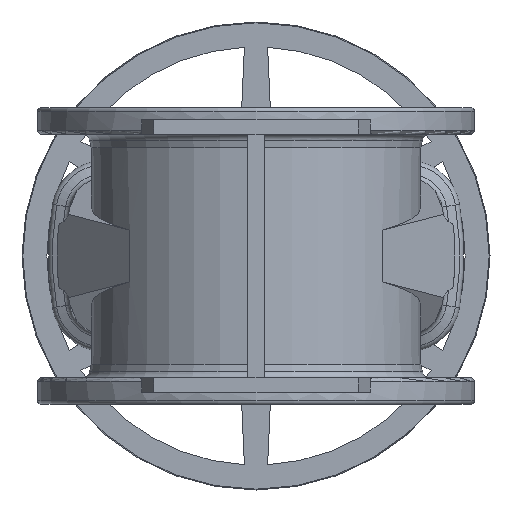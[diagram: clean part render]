
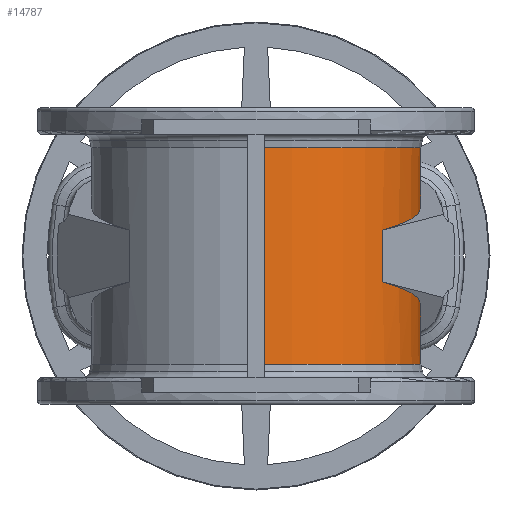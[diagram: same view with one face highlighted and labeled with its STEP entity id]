
A CAD part, front view. The second image highlights one B-rep face of the part: STEP entity #14787.
In plain terms, the highlighted cylindrical face has radius 225.5 mm (diameter 451 mm), a partial arc.
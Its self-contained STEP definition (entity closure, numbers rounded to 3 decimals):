
#20 = VERTEX_POINT ( 'NONE', #12873 ) ;
#57 = VERTEX_POINT ( 'NONE', #12910 ) ;
#140 = VERTEX_POINT ( 'NONE', #12993 ) ;
#161 = VERTEX_POINT ( 'NONE', #13014 ) ;
#706 = EDGE_CURVE ( 'NONE', #18411, #17980, #3070, .T. ) ;
#707 = EDGE_CURVE ( 'NONE', #18411, #20, #3065, .T. ) ;
#708 = EDGE_CURVE ( 'NONE', #57, #18152, #3071, .T. ) ;
#709 = EDGE_CURVE ( 'NONE', #18174, #18152, #5600, .T. ) ;
#710 = EDGE_CURVE ( 'NONE', #140, #18174, #3074, .T. ) ;
#711 = EDGE_CURVE ( 'NONE', #18401, #161, #3077, .T. ) ;
#712 = EDGE_CURVE ( 'NONE', #17925, #18401, #3073, .T. ) ;
#1023 = AXIS2_PLACEMENT_3D ( 'NONE', #12537, #12538, #12539 ) ;
#1024 = AXIS2_PLACEMENT_3D ( 'NONE', #12550, #12551, #12552 ) ;
#1145 = EDGE_CURVE ( 'NONE', #20, #57, #3407, .T. ) ;
#1234 = AXIS2_PLACEMENT_3D ( 'NONE', #16222, #16223, #16224 ) ;
#3065 = CIRCLE ( 'NONE', #1023, 225.5 ) ;
#3070 = LINE ( 'NONE', #12525, #3072 ) ;
#3071 = LINE ( 'NONE', #12536, #3075 ) ;
#3072 = VECTOR ( 'NONE', #12526, 1000. ) ;
#3073 = CIRCLE ( 'NONE', #1024, 225.5 ) ;
#3074 = LINE ( 'NONE', #12541, #3076 ) ;
#3075 = VECTOR ( 'NONE', #12533, 1000. ) ;
#3076 = VECTOR ( 'NONE', #12543, 1000. ) ;
#3077 = LINE ( 'NONE', #12544, #3079 ) ;
#3079 = VECTOR ( 'NONE', #12546, 1000. ) ;
#3407 = CIRCLE ( 'NONE', #1234, 225.5 ) ;
#5248 = CARTESIAN_POINT ( 'NONE',  ( 0., 0., 148. ) ) ;
#5249 = DIRECTION ( 'NONE',  ( 0., 0., 1. ) ) ;
#5250 = DIRECTION ( 'NONE',  ( 1., 0., 0. ) ) ;
#5488 = CARTESIAN_POINT ( 'NONE',  ( 172.743, -144.949, 35.422 ) ) ;
#5519 = CARTESIAN_POINT ( 'NONE',  ( 310.192, 18.856, 70.877 ) ) ;
#5526 = CARTESIAN_POINT ( 'NONE',  ( 224.577, 214.801, 114.852 ) ) ;
#5527 = CARTESIAN_POINT ( 'NONE',  ( 11., 225.232, 118.501 ) ) ;
#5600 =( BOUNDED_CURVE ( )  B_SPLINE_CURVE ( 3, ( #12540, #12534, #12535, #12542 ),
 .UNSPECIFIED., .F., .F. ) 
 B_SPLINE_CURVE_WITH_KNOTS ( ( 4, 4 ),
 ( 0.844, 3.065 ),
 .UNSPECIFIED. ) 
 CURVE ( )  GEOMETRIC_REPRESENTATION_ITEM ( )  RATIONAL_B_SPLINE_CURVE ( ( 1., 0.63, 0.63, 1. ) ) 
 REPRESENTATION_ITEM ( '' )  );
#5880 =( BOUNDED_CURVE ( )  B_SPLINE_CURVE ( 3, ( #5488, #5519, #5526, #5527 ),
 .UNSPECIFIED., .F., .T. ) 
 B_SPLINE_CURVE_WITH_KNOTS ( ( 4, 4 ),
 ( 0.844, 3.065 ),
 .UNSPECIFIED. ) 
 CURVE ( )  GEOMETRIC_REPRESENTATION_ITEM ( )  RATIONAL_B_SPLINE_CURVE ( ( 1., 0.63, 0.63, 1. ) ) 
 REPRESENTATION_ITEM ( '' )  );
#6651 = FACE_OUTER_BOUND ( 'NONE', #18661, .T. ) ;
#6662 = CYLINDRICAL_SURFACE ( 'NONE', #27380, 225.5 ) ;
#7207 = EDGE_CURVE ( 'NONE', #17980, #17925, #25597, .T. ) ;
#7357 = EDGE_CURVE ( 'NONE', #140, #161, #5880, .T. ) ;
#8636 = DIRECTION ( 'NONE',  ( -1., 0., 0. ) ) ;
#8638 = DIRECTION ( 'NONE',  ( 0., 0., -1. ) ) ;
#8640 = CARTESIAN_POINT ( 'NONE',  ( 0., 0., 203. ) ) ;
#10490 = CARTESIAN_POINT ( 'NONE',  ( 225.5, 0., 148. ) ) ;
#10542 = CARTESIAN_POINT ( 'NONE',  ( 11., -225.232, 148. ) ) ;
#10597 = CARTESIAN_POINT ( 'NONE',  ( 11., 225.232, -118.501 ) ) ;
#10612 = CARTESIAN_POINT ( 'NONE',  ( 172.743, -144.949, -35.422 ) ) ;
#10635 = CARTESIAN_POINT ( 'NONE',  ( 11., 225.232, 148. ) ) ;
#10642 = CARTESIAN_POINT ( 'NONE',  ( 11., -225.232, -148. ) ) ;
#12525 = CARTESIAN_POINT ( 'NONE',  ( 11., -225.232, 203. ) ) ;
#12526 = DIRECTION ( 'NONE',  ( 0., 0., 1. ) ) ;
#12533 = DIRECTION ( 'NONE',  ( 0., 0., 1. ) ) ;
#12534 = CARTESIAN_POINT ( 'NONE',  ( 310.192, 18.856, -70.877 ) ) ;
#12535 = CARTESIAN_POINT ( 'NONE',  ( 224.577, 214.801, -114.852 ) ) ;
#12536 = CARTESIAN_POINT ( 'NONE',  ( 11., 225.232, -203. ) ) ;
#12537 = CARTESIAN_POINT ( 'NONE',  ( 0., 0., -148. ) ) ;
#12538 = DIRECTION ( 'NONE',  ( 0., 0., 1. ) ) ;
#12539 = DIRECTION ( 'NONE',  ( 1., 0., 0. ) ) ;
#12540 = CARTESIAN_POINT ( 'NONE',  ( 172.743, -144.949, -35.422 ) ) ;
#12541 = CARTESIAN_POINT ( 'NONE',  ( 172.743, -144.949, 203. ) ) ;
#12542 = CARTESIAN_POINT ( 'NONE',  ( 11., 225.232, -118.501 ) ) ;
#12543 = DIRECTION ( 'NONE',  ( 0., 0., -1. ) ) ;
#12544 = CARTESIAN_POINT ( 'NONE',  ( 11., 225.232, 203. ) ) ;
#12546 = DIRECTION ( 'NONE',  ( 0., 0., -1. ) ) ;
#12550 = CARTESIAN_POINT ( 'NONE',  ( 0., 0., 148. ) ) ;
#12551 = DIRECTION ( 'NONE',  ( 0., 0., 1. ) ) ;
#12552 = DIRECTION ( 'NONE',  ( 1., 0., 0. ) ) ;
#12873 = CARTESIAN_POINT ( 'NONE',  ( 225.5, 0., -148. ) ) ;
#12910 = CARTESIAN_POINT ( 'NONE',  ( 11., 225.232, -148. ) ) ;
#12993 = CARTESIAN_POINT ( 'NONE',  ( 172.743, -144.949, 35.422 ) ) ;
#13014 = CARTESIAN_POINT ( 'NONE',  ( 11., 225.232, 118.501 ) ) ;
#14787 = ADVANCED_FACE ( 'NONE', ( #6651 ), #6662, .T. ) ;
#16222 = CARTESIAN_POINT ( 'NONE',  ( 0., 0., -148. ) ) ;
#16223 = DIRECTION ( 'NONE',  ( 0., 0., 1. ) ) ;
#16224 = DIRECTION ( 'NONE',  ( 1., 0., 0. ) ) ;
#17925 = VERTEX_POINT ( 'NONE', #10490 ) ;
#17980 = VERTEX_POINT ( 'NONE', #10542 ) ;
#18152 = VERTEX_POINT ( 'NONE', #10597 ) ;
#18174 = VERTEX_POINT ( 'NONE', #10612 ) ;
#18401 = VERTEX_POINT ( 'NONE', #10635 ) ;
#18411 = VERTEX_POINT ( 'NONE', #10642 ) ;
#18661 = EDGE_LOOP ( 'NONE', ( #19530, #19531, #19532, #19533, #19534, #19535, #19536, #19537, #19538, #19539 ) ) ;
#19530 = ORIENTED_EDGE ( 'NONE', *, *, #706, .F. ) ;
#19531 = ORIENTED_EDGE ( 'NONE', *, *, #707, .T. ) ;
#19532 = ORIENTED_EDGE ( 'NONE', *, *, #1145, .T. ) ;
#19533 = ORIENTED_EDGE ( 'NONE', *, *, #708, .T. ) ;
#19534 = ORIENTED_EDGE ( 'NONE', *, *, #709, .F. ) ;
#19535 = ORIENTED_EDGE ( 'NONE', *, *, #710, .F. ) ;
#19536 = ORIENTED_EDGE ( 'NONE', *, *, #7357, .T. ) ;
#19537 = ORIENTED_EDGE ( 'NONE', *, *, #711, .F. ) ;
#19538 = ORIENTED_EDGE ( 'NONE', *, *, #712, .F. ) ;
#19539 = ORIENTED_EDGE ( 'NONE', *, *, #7207, .F. ) ;
#25597 = CIRCLE ( 'NONE', #27080, 225.5 ) ;
#27080 = AXIS2_PLACEMENT_3D ( 'NONE', #5248, #5249, #5250 ) ;
#27380 = AXIS2_PLACEMENT_3D ( 'NONE', #8640, #8638, #8636 ) ;
